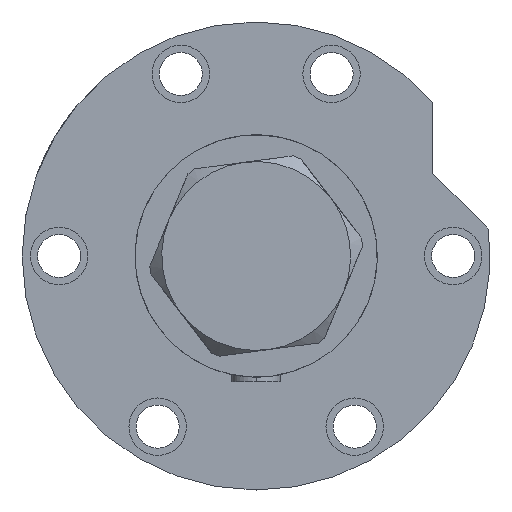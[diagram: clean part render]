
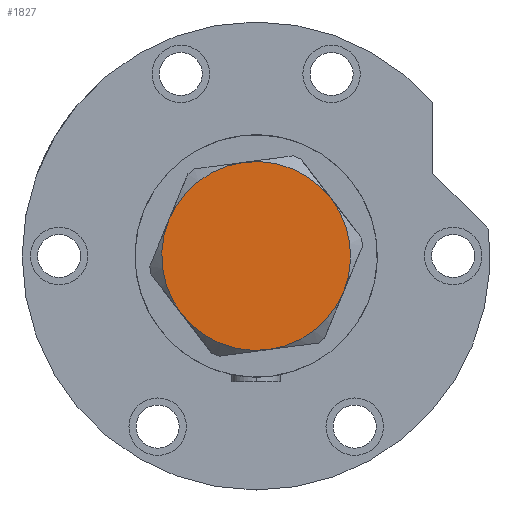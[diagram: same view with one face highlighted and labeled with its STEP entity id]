
A CAD part, left-side view. The second image highlights one B-rep face of the part: STEP entity #1827.
In plain terms, the highlighted face is planar.
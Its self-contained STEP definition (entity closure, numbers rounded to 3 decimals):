
#30 = VERTEX_POINT ( 'NONE', #387 ) ;
#381 = AXIS2_PLACEMENT_3D ( 'NONE', #5424, #2704, #1073 ) ;
#387 = CARTESIAN_POINT ( 'NONE',  ( -11.5, 19.919, 13. ) ) ;
#522 = CIRCLE ( 'NONE', #3313, 23. ) ;
#580 = VERTEX_POINT ( 'NONE', #2398 ) ;
#650 = CARTESIAN_POINT ( 'NONE',  ( 23., 0., 13. ) ) ;
#702 = DIRECTION ( 'NONE',  ( 1., 0., 0. ) ) ;
#728 = DIRECTION ( 'NONE',  ( 1., 0., 0. ) ) ;
#753 = CIRCLE ( 'NONE', #7134, 23. ) ;
#808 = CARTESIAN_POINT ( 'NONE',  ( 0., 0., 13. ) ) ;
#956 = VERTEX_POINT ( 'NONE', #1627 ) ;
#1073 = DIRECTION ( 'NONE',  ( 1., 0., 0. ) ) ;
#1135 = ORIENTED_EDGE ( 'NONE', *, *, #2558, .T. ) ;
#1150 = CARTESIAN_POINT ( 'NONE',  ( 0., 0., 13. ) ) ;
#1208 = CARTESIAN_POINT ( 'NONE',  ( 0., 0., 13. ) ) ;
#1335 = CIRCLE ( 'NONE', #6203, 23. ) ;
#1627 = CARTESIAN_POINT ( 'NONE',  ( 11.5, -19.919, 13. ) ) ;
#1786 = CARTESIAN_POINT ( 'NONE',  ( 0., 0., 13. ) ) ;
#1827 = ADVANCED_FACE ( 'NONE', ( #3756 ), #2088, .T. ) ;
#2088 = PLANE ( 'NONE',  #381 ) ;
#2161 = ORIENTED_EDGE ( 'NONE', *, *, #3143, .T. ) ;
#2188 = DIRECTION ( 'NONE',  ( 1., 0., 0. ) ) ;
#2339 = DIRECTION ( 'NONE',  ( 0., 0., 1. ) ) ;
#2398 = CARTESIAN_POINT ( 'NONE',  ( -11.5, -19.919, 13. ) ) ;
#2472 = CIRCLE ( 'NONE', #6426, 23. ) ;
#2551 = EDGE_CURVE ( 'NONE', #580, #956, #3175, .T. ) ;
#2558 = EDGE_CURVE ( 'NONE', #30, #6933, #5367, .T. ) ;
#2704 = DIRECTION ( 'NONE',  ( 0., 0., 1. ) ) ;
#2775 = VERTEX_POINT ( 'NONE', #6397 ) ;
#3143 = EDGE_CURVE ( 'NONE', #956, #3623, #2472, .T. ) ;
#3175 = CIRCLE ( 'NONE', #5136, 23. ) ;
#3313 = AXIS2_PLACEMENT_3D ( 'NONE', #1150, #2339, #5068 ) ;
#3325 = ORIENTED_EDGE ( 'NONE', *, *, #5707, .T. ) ;
#3366 = DIRECTION ( 'NONE',  ( 1., 0., 0. ) ) ;
#3623 = VERTEX_POINT ( 'NONE', #650 ) ;
#3756 = FACE_OUTER_BOUND ( 'NONE', #4314, .T. ) ;
#3927 = EDGE_CURVE ( 'NONE', #2775, #30, #1335, .T. ) ;
#4002 = DIRECTION ( 'NONE',  ( 0., 0., 1. ) ) ;
#4006 = ORIENTED_EDGE ( 'NONE', *, *, #2551, .T. ) ;
#4314 = EDGE_LOOP ( 'NONE', ( #2161, #3325, #5177, #1135, #5105, #4006 ) ) ;
#5068 = DIRECTION ( 'NONE',  ( 1., 0., 0. ) ) ;
#5087 = DIRECTION ( 'NONE',  ( 0., 0., 1. ) ) ;
#5105 = ORIENTED_EDGE ( 'NONE', *, *, #5438, .T. ) ;
#5136 = AXIS2_PLACEMENT_3D ( 'NONE', #1786, #5672, #3366 ) ;
#5177 = ORIENTED_EDGE ( 'NONE', *, *, #3927, .T. ) ;
#5363 = CARTESIAN_POINT ( 'NONE',  ( -23., 0., 13. ) ) ;
#5367 = CIRCLE ( 'NONE', #5479, 23. ) ;
#5424 = CARTESIAN_POINT ( 'NONE',  ( 0., 0., 13. ) ) ;
#5438 = EDGE_CURVE ( 'NONE', #6933, #580, #753, .T. ) ;
#5479 = AXIS2_PLACEMENT_3D ( 'NONE', #6696, #4002, #702 ) ;
#5672 = DIRECTION ( 'NONE',  ( 0., 0., 1. ) ) ;
#5707 = EDGE_CURVE ( 'NONE', #3623, #2775, #522, .T. ) ;
#6203 = AXIS2_PLACEMENT_3D ( 'NONE', #1208, #5087, #6659 ) ;
#6359 = DIRECTION ( 'NONE',  ( 0., 0., 1. ) ) ;
#6397 = CARTESIAN_POINT ( 'NONE',  ( 11.5, 19.919, 13. ) ) ;
#6426 = AXIS2_PLACEMENT_3D ( 'NONE', #808, #6359, #728 ) ;
#6587 = CARTESIAN_POINT ( 'NONE',  ( 0., 0., 13. ) ) ;
#6659 = DIRECTION ( 'NONE',  ( 1., 0., 0. ) ) ;
#6696 = CARTESIAN_POINT ( 'NONE',  ( 0., 0., 13. ) ) ;
#6933 = VERTEX_POINT ( 'NONE', #5363 ) ;
#7134 = AXIS2_PLACEMENT_3D ( 'NONE', #6587, #7175, #2188 ) ;
#7175 = DIRECTION ( 'NONE',  ( 0., 0., 1. ) ) ;
